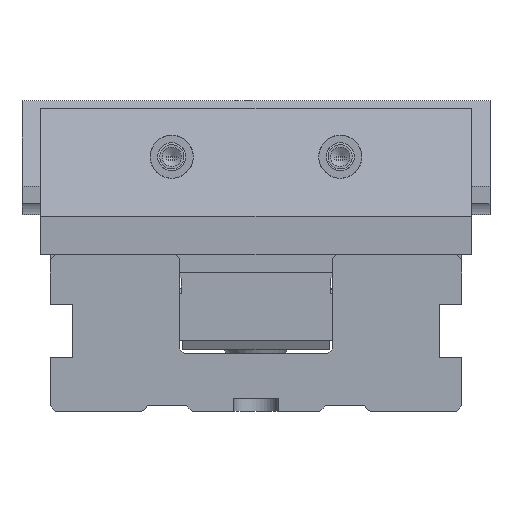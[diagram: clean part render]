
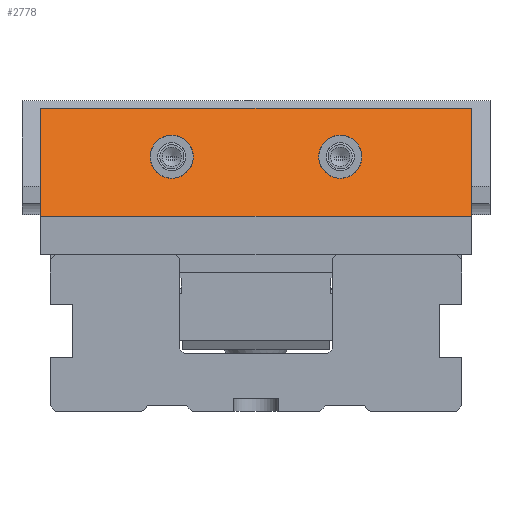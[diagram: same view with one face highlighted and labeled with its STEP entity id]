
A CAD part, front view. The second image highlights one B-rep face of the part: STEP entity #2778.
In plain terms, the highlighted planar face has unit normal (0, -0.924, 0.383).
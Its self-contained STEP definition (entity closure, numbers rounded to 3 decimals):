
#323=PLANE('',#8584);
#1395=LINE('',#12598,#2147);
#1404=LINE('',#12617,#2156);
#1411=LINE('',#12630,#2163);
#1415=LINE('',#12642,#2167);
#2147=VECTOR('',#10014,1.);
#2156=VECTOR('',#10027,1.);
#2163=VECTOR('',#10036,1.);
#2167=VECTOR('',#10050,1.);
#2778=ADVANCED_FACE('',(#3313,#3314,#3315),#323,.F.);
#3147=ELLIPSE('',#8582,6.224,5.75);
#3148=ELLIPSE('',#8583,6.224,5.75);
#3313=FACE_BOUND('',#3779,.T.);
#3314=FACE_BOUND('',#3780,.T.);
#3315=FACE_BOUND('',#3781,.T.);
#3779=EDGE_LOOP('',(#5151));
#3780=EDGE_LOOP('',(#5152));
#3781=EDGE_LOOP('',(#5153,#5154,#5155,#5156));
#5151=ORIENTED_EDGE('',*,*,#7612,.T.);
#5152=ORIENTED_EDGE('',*,*,#7613,.T.);
#5153=ORIENTED_EDGE('',*,*,#7578,.T.);
#5154=ORIENTED_EDGE('',*,*,#7595,.T.);
#5155=ORIENTED_EDGE('',*,*,#7588,.T.);
#5156=ORIENTED_EDGE('',*,*,#7601,.T.);
#6650=VERTEX_POINT('',#12597);
#6651=VERTEX_POINT('',#12599);
#6658=VERTEX_POINT('',#12616);
#6659=VERTEX_POINT('',#12618);
#6670=VERTEX_POINT('',#12663);
#6671=VERTEX_POINT('',#12665);
#7578=EDGE_CURVE('',#6651,#6650,#1395,.T.);
#7588=EDGE_CURVE('',#6659,#6658,#1404,.T.);
#7595=EDGE_CURVE('',#6650,#6659,#1411,.T.);
#7601=EDGE_CURVE('',#6658,#6651,#1415,.T.);
#7612=EDGE_CURVE('',#6670,#6670,#3147,.T.);
#7613=EDGE_CURVE('',#6671,#6671,#3148,.T.);
#8582=AXIS2_PLACEMENT_3D('',#12662,#10077,#10078);
#8583=AXIS2_PLACEMENT_3D('',#12664,#10079,#10080);
#8584=AXIS2_PLACEMENT_3D('',#12666,#10081,#10082);
#10014=DIRECTION('',(0.,0.383,0.924));
#10027=DIRECTION('',(0.,-0.383,-0.924));
#10036=DIRECTION('',(-1.,0.,0.));
#10050=DIRECTION('',(1.,0.,0.));
#10077=DIRECTION('',(0.,0.924,-0.383));
#10078=DIRECTION('',(0.,0.383,0.924));
#10079=DIRECTION('',(0.,0.924,-0.383));
#10080=DIRECTION('',(0.,0.383,0.924));
#10081=DIRECTION('',(0.,0.924,-0.383));
#10082=DIRECTION('',(0.,-0.383,-0.924));
#12597=CARTESIAN_POINT('',(112.5,11.938,29.098));
#12598=CARTESIAN_POINT('',(112.5,14.372,34.974));
#12599=CARTESIAN_POINT('',(112.5,0.,0.277));
#12616=CARTESIAN_POINT('',(-2.5,0.,0.277));
#12617=CARTESIAN_POINT('',(-2.5,14.372,34.974));
#12618=CARTESIAN_POINT('',(-2.5,11.938,29.098));
#12630=CARTESIAN_POINT('',(55.,11.938,29.098));
#12642=CARTESIAN_POINT('',(-2.5,0.,0.277));
#12662=CARTESIAN_POINT('',(77.5,6.553,16.098));
#12663=CARTESIAN_POINT('',(77.5,8.935,21.848));
#12664=CARTESIAN_POINT('',(32.5,6.553,16.098));
#12665=CARTESIAN_POINT('',(32.5,8.935,21.848));
#12666=CARTESIAN_POINT('',(117.75,18.472,44.873));
